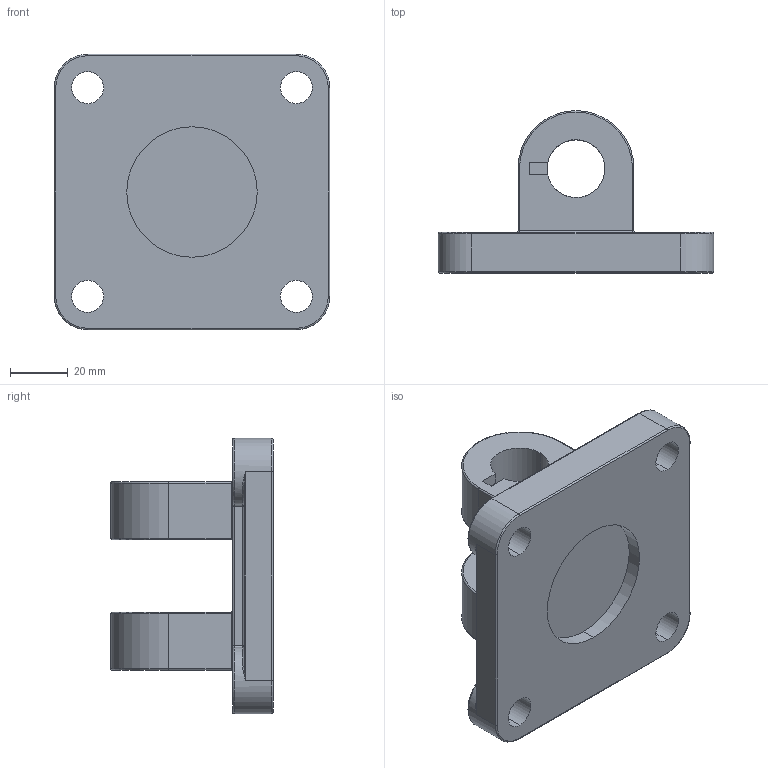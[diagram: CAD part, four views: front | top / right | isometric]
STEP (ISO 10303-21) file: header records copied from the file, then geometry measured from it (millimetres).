
FILE_DESCRIPTION (( 'STEP AP214' ), '1' );
FILE_NAME ('RD001517.STEP', '2018-09-10T07:02:41', ( '' ), ( '' ), 'SwSTEP 2.0', 'SolidWorks 2018', '' );
FILE_SCHEMA (( 'AUTOMOTIVE_DESIGN' ));
Length unit declared in the file: millimetre
Products named in the file (1): RD001517
Bounding box: 95 x 56 x 95 mm (x, y, z)
Volume: 146972.9 mm3; surface area: 35317.6 mm2
Topology: 1 solids, 1 shells, 124 faces, 292 edges, 172 vertices
Faces by surface type: cylinder 59, torus 30, plane 27, bspline 4, sphere 4
Entity records: 3918 total; most frequent: CARTESIAN_POINT 961, DIRECTION 676, ORIENTED_EDGE 576, EDGE_CURVE 288, AXIS2_PLACEMENT_3D 285, VERTEX_POINT 172, CIRCLE 164, EDGE_LOOP 142
